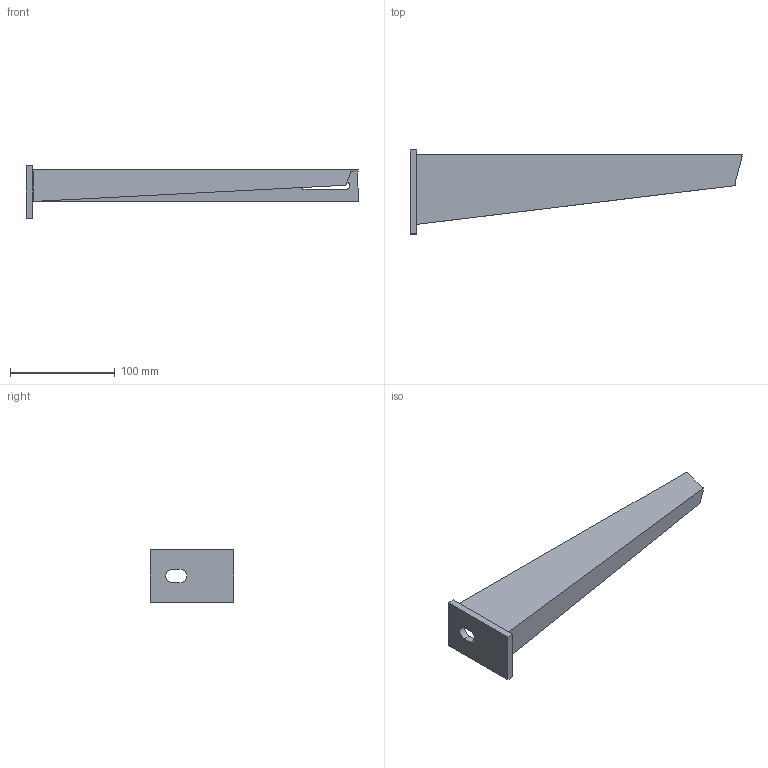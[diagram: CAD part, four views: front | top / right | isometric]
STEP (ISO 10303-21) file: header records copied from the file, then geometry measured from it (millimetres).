
FILE_DESCRIPTION (( 'STEP AP214' ), '1' );
FILE_NAME ('6419747.stp', '2020-09-21T12:30:45', ( '' ), ( '' ), 'SwSTEP 2.0', 'SolidWorks 2020', '' );
FILE_SCHEMA (( 'AUTOMOTIVE_DESIGN' ));
Length unit declared in the file: millimetre
Products named in the file (3): KTS 04.020-006_L=80, t=6,5, L.loch=13; 6419747; 039727_ohne VDE logo
Assembly tree (2 placements, depth 2):
  6419747
    KTS 04.020-006_L=80, t=6,5, L.loch=13
    039727_ohne VDE logo
Bounding box: 316.5 x 80 x 50 mm (x, y, z)
Volume: 78749.5 mm3; surface area: 68871.1 mm2
Topology: 2 solids, 2 shells, 50 faces, 140 edges, 94 vertices
Faces by surface type: plane 32, cylinder 14, bspline 4
Entity records: 1832 total; most frequent: CARTESIAN_POINT 437, ORIENTED_EDGE 280, DIRECTION 249, EDGE_CURVE 140, VERTEX_POINT 94, VECTOR 91, LINE 91, AXIS2_PLACEMENT_3D 79
